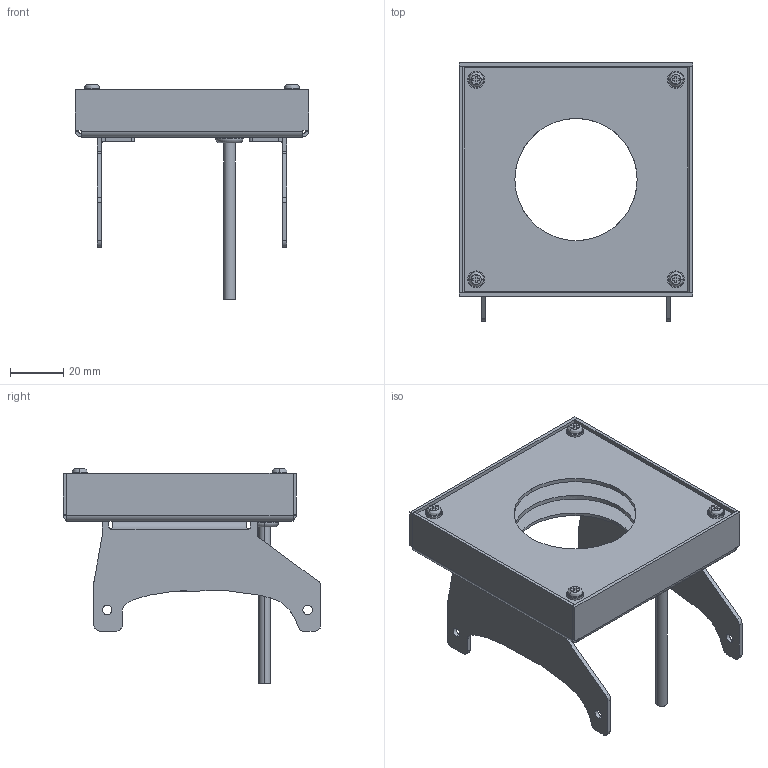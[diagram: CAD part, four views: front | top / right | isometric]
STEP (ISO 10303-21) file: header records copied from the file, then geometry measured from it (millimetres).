
FILE_DESCRIPTION((''),'2;1');
FILE_NAME('193489_ASM','2016-04-07T',('PDMAdmin'),(''),'PRO/ENGINEER BY PARAMETRIC TECHNOLOGY CORPORATION, 2013230','PRO/ENGINEER BY PARAMETRIC TECHNOLOGY CORPORATION, 2013230','');
FILE_SCHEMA(('CONFIG_CONTROL_DESIGN'));
Length unit declared in the file: inch
Products named in the file (14): 188495_SHELL; STUD_4-40-8; 188495_BRK_LEFT; 188495_BRK__RIGHT; 188495_ASM; 56875; 61384; 02590; 58487; 70681; 108625; 51852; CABLE_173; 193489_ASM
Assembly tree (28 placements, depth 3):
  193489_ASM
    188495_ASM
      188495_SHELL
      STUD_4-40-8  x4
      188495_BRK_LEFT
      188495_BRK__RIGHT
    56875  x4
    61384
    02590
    58487  x4
    70681
    108625  x4
    51852  x4
    CABLE_173
Bounding box: 87.24 x 96.47 x 80.52 mm (x, y, z)
Volume: 39726.7 mm3; surface area: 61447.4 mm2
Topology: 27 solids, 27 shells, 681 faces, 1719 edges, 1114 vertices
Faces by surface type: cylinder 315, plane 266, bspline 70, cone 16, torus 12, extrusion 2
Entity records: 15498 total; most frequent: CARTESIAN_POINT 6412, ORIENTED_EDGE 1812, DIRECTION 1809, EDGE_CURVE 906, AXIS2_PLACEMENT_3D 644, VERTEX_POINT 583, VECTOR 521, LINE 519
